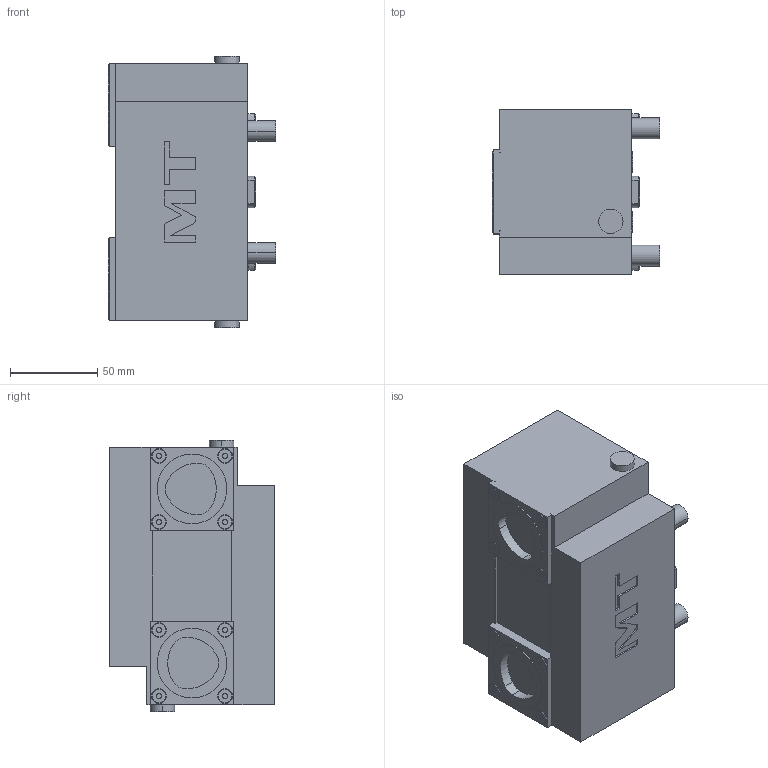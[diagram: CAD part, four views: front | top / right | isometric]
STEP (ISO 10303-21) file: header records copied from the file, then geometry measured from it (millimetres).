
FILE_DESCRIPTION((''),'2;1');
FILE_NAME('DWO3424020_CONF','2023-04-18T08:58:16',('gvalli'),('M.T. srl'),'CREO PARAMETRIC BY PTC INC, 2021072','CREO PARAMETRIC BY PTC INC, 2021072','');
FILE_SCHEMA(('CONFIG_CONTROL_DESIGN'));
Length unit declared in the file: millimetre
Products named in the file (1): DWO3424020_CONF
Bounding box: 96 x 95 x 156 mm (x, y, z)
Volume: 1012420.1 mm3; surface area: 70587.4 mm2
Topology: 1 solids, 1 shells, 226 faces, 536 edges, 344 vertices
Faces by surface type: plane 126, cylinder 68, torus 20, cone 8, extrusion 4
Entity records: 6624 total; most frequent: CARTESIAN_POINT 1216, DIRECTION 1148, ORIENTED_EDGE 1072, EDGE_CURVE 536, AXIS2_PLACEMENT_3D 410, VERTEX_POINT 344, VECTOR 328, LINE 324
